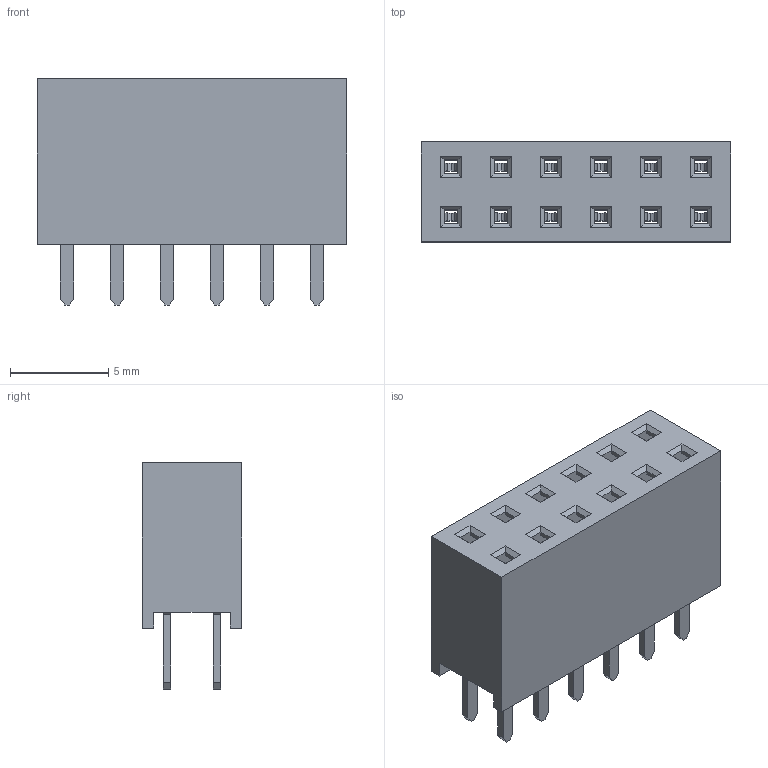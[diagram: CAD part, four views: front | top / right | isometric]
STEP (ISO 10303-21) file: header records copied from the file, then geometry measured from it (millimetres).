
FILE_DESCRIPTION(/* description */ ('Unknown'),/* implementation_level */ '2;1');
FILE_NAME(/* name */ '61301221821',/* time_stamp */ '2017-08-07T10:59:20+08:00',/* author */ ('Unknown'),/* organization */ ('Unknown'),/* preprocessor_version */ 'ST-DEVELOPER v16.7',/* originating_system */ 'DEX',/* authorisation */ $);
FILE_SCHEMA (('AUTOMOTIVE_DESIGN {1 0 10303 214 3 1 1}'));
Length unit declared in the file: millimetre
Products named in the file (3): 6130xx21821; 61301221821; 6130xx21821_PIN
Assembly tree (13 placements, depth 2):
  6130xx21821
    61301221821
    6130xx21821_PIN  x12
Bounding box: 15.74 x 5.08 x 11.5 mm (x, y, z)
Volume: 544.5 mm3; surface area: 1376.4 mm2
Topology: 13 solids, 13 shells, 454 faces, 1236 edges, 808 vertices
Faces by surface type: plane 406, bspline 24, cylinder 24
Entity records: 5635 total; most frequent: CARTESIAN_POINT 1018, ORIENTED_EDGE 954, DIRECTION 859, EDGE_CURVE 477, LINE 469, VECTOR 469, VERTEX_POINT 302, EDGE_LOOP 203
